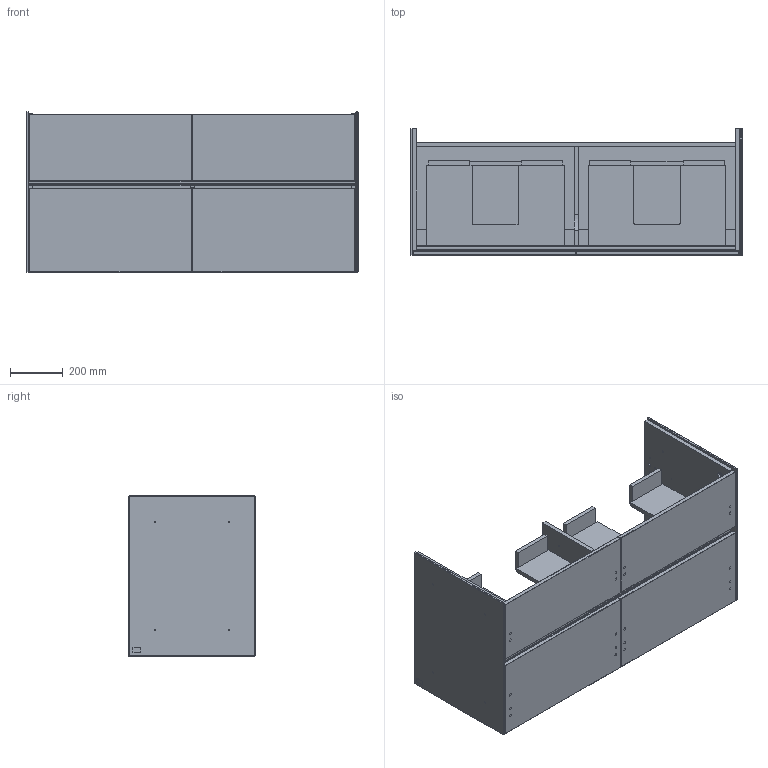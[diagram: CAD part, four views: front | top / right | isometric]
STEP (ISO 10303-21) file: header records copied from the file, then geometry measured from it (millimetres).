
FILE_DESCRIPTION((' '),'2;1');
FILE_NAME('C147B0.stp','2022-10-06T10:05:47',(' '),(' '),' ','ACIS',' ');
FILE_SCHEMA(('CONFIG_CONTROL_DESIGN'));
Length unit declared in the file: millimetre
Products named in the file (27): C147B0.stp; C147B0_ForBodies; Körper1; Körper2; Körper3; Körper4; Körper5; Körper6; Körper7; Körper8; Körper9; Körper10; Körper11; Körper12; Körper13; Körper14; Körper15; Körper16; Körper17; Körper18; Körper19; Körper20; Körper21; Körper22; Körper23; Körper24; Körper25
Assembly tree (26 placements, depth 2):
  C147B0.stp
    C147B0_ForBodies
    Körper1
    Körper2
    Körper3
    Körper4
    Körper5
    Körper6
    Körper7
    Körper8
    Körper9
    Körper10
    Körper11
    Körper12
    Körper13
    Körper14
    Körper15
    Körper16
    Körper17
    Körper18
    Körper19
    Körper20
    Körper21
    Körper22
    Körper23
    Körper24
    Körper25
Bounding box: 1262 x 480 x 609.5 mm (x, y, z)
Volume: 53619801.4 mm3; surface area: 8362065.8 mm2
Topology: 26 solids, 26 shells, 1871 faces, 4780 edges, 3160 vertices
Faces by surface type: plane 1596, cylinder 271, sphere 4
Full cylindrical faces by diameter (mm): 3 x71, 5 x40, 8 x46, 8.02 x37, 10 x24
Entity records: 58310 total; most frequent: CARTESIAN_POINT 9571, ORIENTED_EDGE 9044, DIRECTION 8918, EDGE_CURVE 4523, VECTOR 3976, LINE 3976, VERTEX_POINT 3124, AXIS2_PLACEMENT_3D 2471
